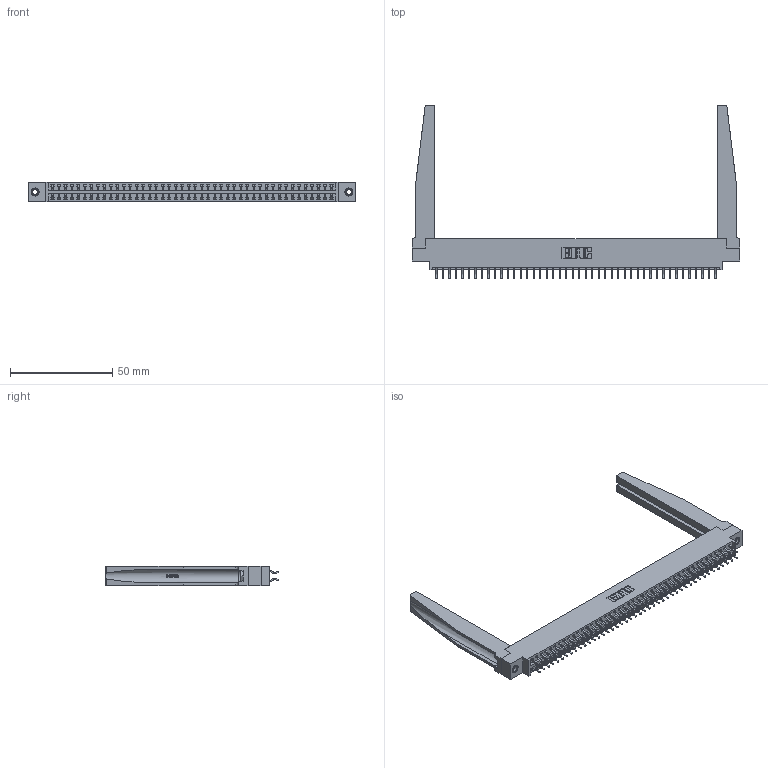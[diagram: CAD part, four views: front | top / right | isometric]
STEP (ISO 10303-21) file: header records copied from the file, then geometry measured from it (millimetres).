
FILE_DESCRIPTION (( 'STEP AP203' ), '1' );
FILE_NAME ('346-088-556-878.STEP', '2022-05-26T02:00:25', ( '' ), ( '' ), 'SwSTEP 2.0', 'SolidWorks 2020', '' );
FILE_SCHEMA (( 'CONFIG_CONTROL_DESIGN' ));
Length unit declared in the file: inch
Products named in the file (5): 346-088-556-878; 346-220-078_345-220-078; 345-292-001_556 Tail; 346 Part_0.170 Offset - 0.156 Dia-TH; 345-250-001_345-250-001-102
Assembly tree (93 placements, depth 2):
  346-088-556-878
    346 Part_0.170 Offset - 0.156 Dia-TH
    345-292-001_556 Tail  x88
    346-220-078_345-220-078  x2
    345-250-001_345-250-001-102  x2
Bounding box: 160.27 x 84.84 x 9.4 mm (x, y, z)
Volume: 22376.9 mm3; surface area: 27963.2 mm2
Topology: 93 solids, 93 shells, 5478 faces, 16209 edges, 10678 vertices
Faces by surface type: plane 3668, cylinder 1758, bspline 36, cone 12, torus 4
Entity records: 33962 total; most frequent: CARTESIAN_POINT 6553, ORIENTED_EDGE 5362, DIRECTION 4799, EDGE_CURVE 2681, LINE 2271, VECTOR 2271, VERTEX_POINT 1780, AXIS2_PLACEMENT_3D 1264
